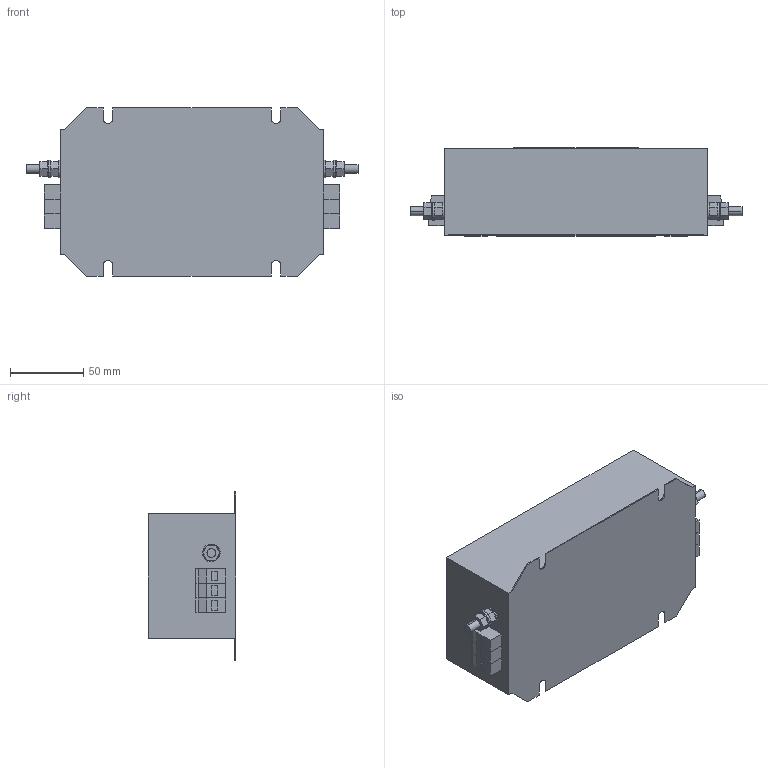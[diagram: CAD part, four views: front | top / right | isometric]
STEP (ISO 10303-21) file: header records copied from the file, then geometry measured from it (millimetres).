
FILE_DESCRIPTION (( 'STEP AP214' ), '1' );
FILE_NAME ('825823.STEP', '2024-01-10T14:39:07', ( '' ), ( '' ), 'SwSTEP 2.0', 'SolidWorks 2022', '' );
FILE_SCHEMA (( 'AUTOMOTIVE_DESIGN' ));
Length unit declared in the file: millimetre
Products named in the file (1): 825823
Bounding box: 227 x 60.05 x 115 mm (x, y, z)
Volume: 937487.9 mm3; surface area: 76972.2 mm2
Topology: 1 solids, 1 shells, 211 faces, 516 edges, 336 vertices
Faces by surface type: plane 173, cylinder 38
Entity records: 6172 total; most frequent: CARTESIAN_POINT 1064, DIRECTION 1040, ORIENTED_EDGE 1032, EDGE_CURVE 516, VECTOR 416, LINE 416, VERTEX_POINT 336, AXIS2_PLACEMENT_3D 312
